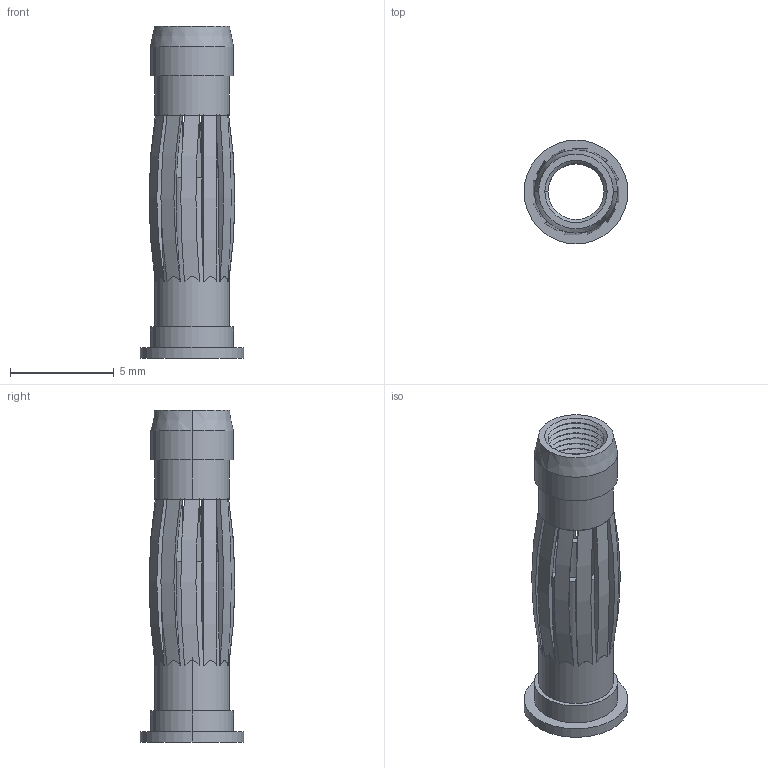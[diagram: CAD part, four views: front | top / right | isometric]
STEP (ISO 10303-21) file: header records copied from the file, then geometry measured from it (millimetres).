
FILE_DESCRIPTION((''),'2;1');
FILE_NAME('MULTI-CONTACT_22.1054.stp','2011-10-13T16:50:11',(''),(''),'Mechanical Desktop 2011','Mechanical Desktop 2011',', , ');
FILE_SCHEMA(('AUTOMOTIVE_DESIGN { 1 2 10303 214 1 1 1 1 }'));
Length unit declared in the file: millimetre
Products named in the file (1): Product
Bounding box: 5 x 5 x 16 mm (x, y, z)
Volume: 71.1 mm3; surface area: 619.9 mm2
Topology: 33 solids, 33 shells, 264 faces, 588 edges, 358 vertices
Faces by surface type: cylinder 88, cone 70, plane 58, bspline 48
Entity records: 8083 total; most frequent: CARTESIAN_POINT 2459, ORIENTED_EDGE 1176, DIRECTION 1104, EDGE_CURVE 588, AXIS2_PLACEMENT_3D 467, VERTEX_POINT 358, EDGE_LOOP 274, FACE_OUTER_BOUND 264
